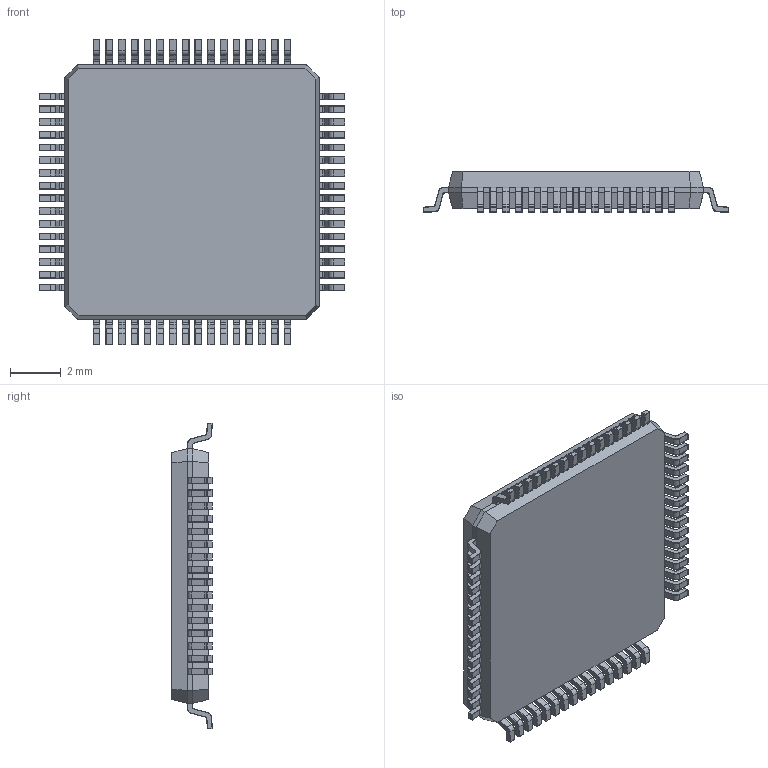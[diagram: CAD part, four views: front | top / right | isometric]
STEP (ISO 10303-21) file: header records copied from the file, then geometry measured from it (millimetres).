
FILE_DESCRIPTION (( 'STEP AP214' ), '1' );
FILE_NAME ('User Library-LQFP64_Grid_0.5.STEP', '2011-07-07T12:19:18', ( 'sysAdmin' ), ( 'SolidWorks' ), 'SwSTEP 2.0', 'SolidWorks 2011', '' );
FILE_SCHEMA (( 'AUTOMOTIVE_DESIGN' ));
Length unit declared in the file: centimetre
Products named in the file (3): User Library-LQFP64_Grid_0.5_LQFP_PIN_2; User Library-LQFP64_Grid_0.5_LQFP64_Koerper_2; User Library-LQFP64_Grid_0.5
Assembly tree (65 placements, depth 2):
  User Library-LQFP64_Grid_0.5
    User Library-LQFP64_Grid_0.5_LQFP_PIN_2  x64
    User Library-LQFP64_Grid_0.5_LQFP64_Koerper_2
Bounding box: 12 x 1.6 x 12 mm (x, y, z)
Volume: 147.6 mm3; surface area: 370.6 mm2
Topology: 65 solids, 65 shells, 3229 faces, 7230 edges, 3620 vertices
Faces by surface type: cylinder 1538, bspline 1024, plane 667
Entity records: 3703 total; most frequent: CARTESIAN_POINT 669, DIRECTION 472, ORIENTED_EDGE 332, AXIS2_PLACEMENT_3D 183, EDGE_CURVE 166, VECTOR 106, LINE 106, VERTEX_POINT 92
